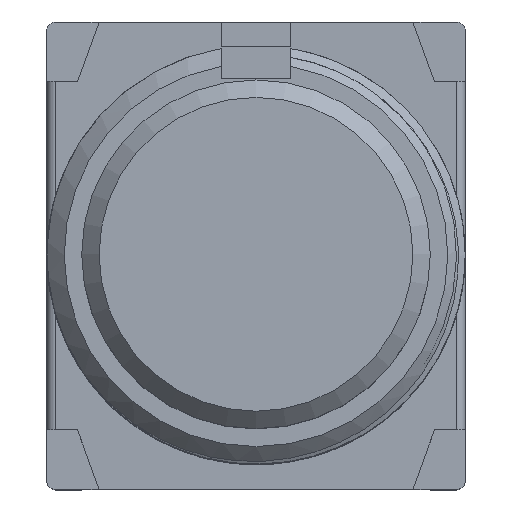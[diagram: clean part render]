
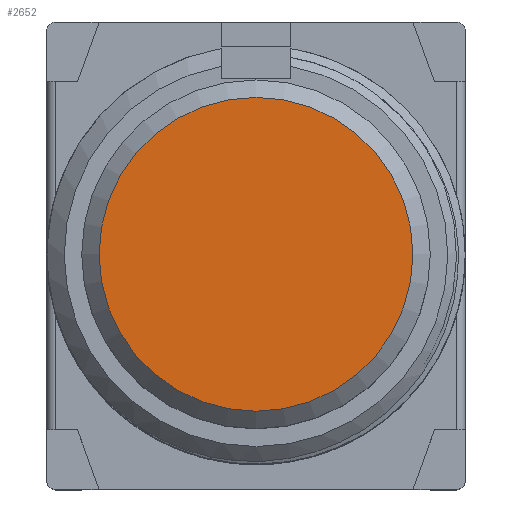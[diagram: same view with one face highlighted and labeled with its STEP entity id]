
A CAD part, top view. The second image highlights one B-rep face of the part: STEP entity #2652.
In plain terms, the highlighted planar face has unit normal (0, 0, 1).
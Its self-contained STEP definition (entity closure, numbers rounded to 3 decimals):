
#2612 = VERTEX_POINT('',#2613);
#2613 = CARTESIAN_POINT('',(0.,4.5,34.5));
#2621 = EDGE_CURVE('',#2612,#2612,#2622,.T.);
#2622 = CIRCLE('',#2623,4.5);
#2623 = AXIS2_PLACEMENT_3D('',#2624,#2625,#2626);
#2624 = CARTESIAN_POINT('',(0.,0.,34.5));
#2625 = DIRECTION('',(0.,-0.,1.));
#2626 = DIRECTION('',(0.,1.,0.));
#2652 = ADVANCED_FACE('',(#2653),#2656,.T.);
#2653 = FACE_BOUND('',#2654,.T.);
#2654 = EDGE_LOOP('',(#2655));
#2655 = ORIENTED_EDGE('',*,*,#2621,.T.);
#2656 = PLANE('',#2657);
#2657 = AXIS2_PLACEMENT_3D('',#2658,#2659,#2660);
#2658 = CARTESIAN_POINT('',(0.,0.,34.5));
#2659 = DIRECTION('',(0.,0.,1.));
#2660 = DIRECTION('',(1.,0.,0.));
